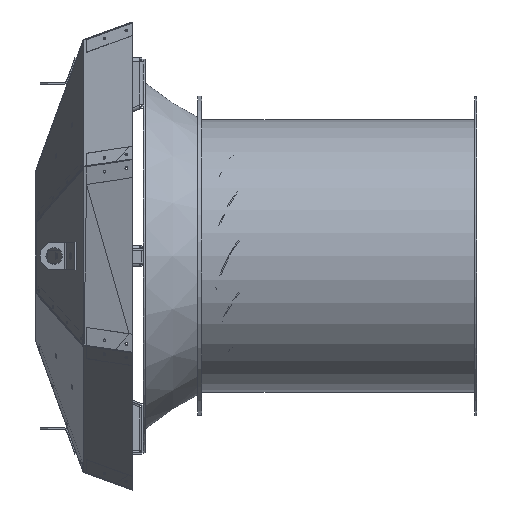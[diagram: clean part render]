
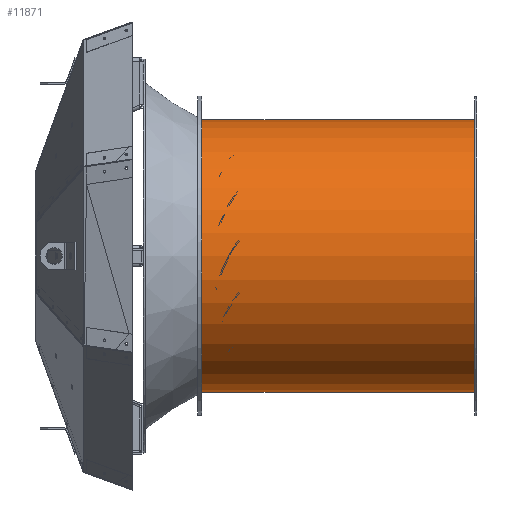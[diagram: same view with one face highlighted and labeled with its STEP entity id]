
A CAD part, front view. The second image highlights one B-rep face of the part: STEP entity #11871.
In plain terms, the highlighted cylindrical face has radius 251.2 mm (diameter 502.4 mm), a partial arc.
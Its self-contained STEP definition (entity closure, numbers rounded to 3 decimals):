
#11871=ADVANCED_FACE('',(#28259),#28261,.T.);
#28259=FACE_BOUND('',#28260,.T.);
#28260=EDGE_LOOP('',(#42098,#42099,#42100,#42101));
#28261=CYLINDRICAL_SURFACE('',#28262,251.2);
#28262=AXIS2_PLACEMENT_3D('',#28263,#28264,#28265);
#28263=CARTESIAN_POINT('',(0.,0.,0.));
#28264=DIRECTION('',(-1.,0.,0.));
#28265=DIRECTION('',(0.,0.,-1.));
#42098=ORIENTED_EDGE('',*,*,#52054,.T.);
#42099=ORIENTED_EDGE('',*,*,#52060,.T.);
#42100=ORIENTED_EDGE('',*,*,#52061,.F.);
#42101=ORIENTED_EDGE('',*,*,#52062,.F.);
#52054=EDGE_CURVE('',#59906,#59904,#59907,.T.);
#52060=EDGE_CURVE('',#59904,#59914,#59916,.T.);
#52061=EDGE_CURVE('',#59917,#59914,#59918,.T.);
#52062=EDGE_CURVE('',#59906,#59917,#59919,.T.);
#59904=VERTEX_POINT('',#77277);
#59906=VERTEX_POINT('',#77281);
#59907=CIRCLE('',#77282,251.2);
#59914=VERTEX_POINT('',#77301);
#59916=LINE('',#77305,#77306);
#59917=VERTEX_POINT('',#77308);
#59918=CIRCLE('',#77309,251.2);
#59919=LINE('',#77313,#77314);
#77277=CARTESIAN_POINT('',(0.,1.256,-251.197));
#77281=CARTESIAN_POINT('',(0.,0.,-251.2));
#77282=AXIS2_PLACEMENT_3D('',#77283,#77284,#77285);
#77283=CARTESIAN_POINT('',(0.,0.,0.));
#77284=DIRECTION('',(-1.,-0.,-0.));
#77285=DIRECTION('',(0.,0.,-1.));
#77301=CARTESIAN_POINT('',(-510.,1.256,-251.197));
#77305=CARTESIAN_POINT('',(0.,1.256,-251.197));
#77306=VECTOR('',#77307,1.);
#77307=DIRECTION('',(-1.,0.,0.));
#77308=CARTESIAN_POINT('',(-510.,0.,-251.2));
#77309=AXIS2_PLACEMENT_3D('',#77310,#77311,#77312);
#77310=CARTESIAN_POINT('',(-510.,0.,0.));
#77311=DIRECTION('',(-1.,-0.,-0.));
#77312=DIRECTION('',(0.,0.,-1.));
#77313=CARTESIAN_POINT('',(0.,0.,-251.2));
#77314=VECTOR('',#77315,1.);
#77315=DIRECTION('',(-1.,0.,0.));
